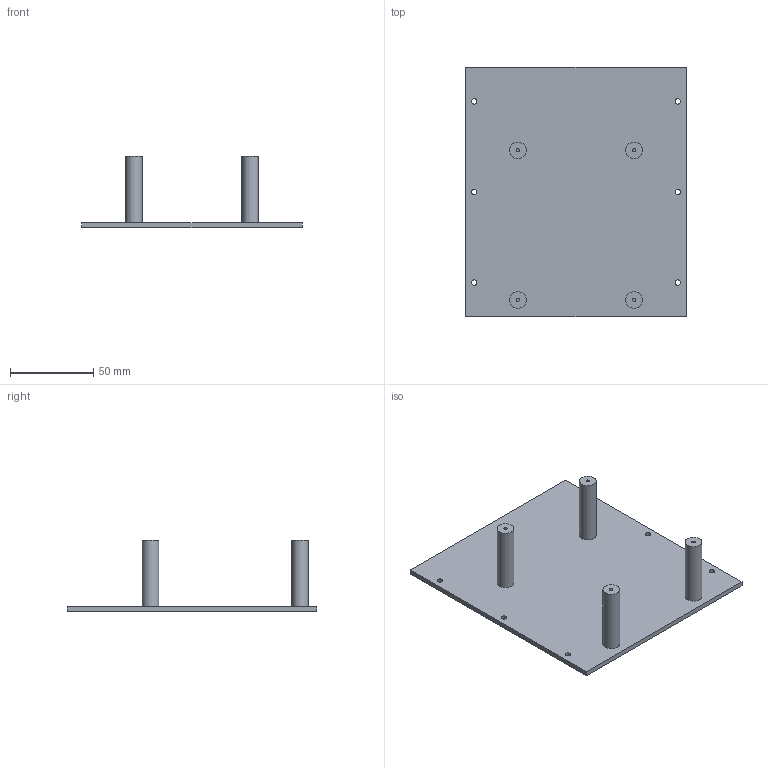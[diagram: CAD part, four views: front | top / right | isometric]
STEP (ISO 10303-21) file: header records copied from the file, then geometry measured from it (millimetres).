
FILE_DESCRIPTION(('FreeCAD Model'),'2;1');
FILE_NAME('Open CASCADE Shape Model','2024-03-29T15:51:44',('Author'),( ''),'Open CASCADE STEP processor 7.6','FreeCAD','Unknown');
FILE_SCHEMA(('AUTOMOTIVE_DESIGN { 1 0 10303 214 1 1 1 1 }'));
Length unit declared in the file: millimetre
Products named in the file (1): Pocket
Bounding box: 132.5 x 150 x 43 mm (x, y, z)
Volume: 71920.9 mm3; surface area: 46807.3 mm2
Topology: 1 solids, 1 shells, 28 faces, 54 edges, 36 vertices
Faces by surface type: plane 14, cylinder 14
Full cylindrical faces by diameter (mm): 2 x4, 3.2 x6, 10 x4
Entity records: 772 total; most frequent: DIRECTION 140, CARTESIAN_POINT 119, ORIENTED_EDGE 108, AXIS2_PLACEMENT_3D 57, EDGE_CURVE 54, FACE_BOUND 48, EDGE_LOOP 48, VERTEX_POINT 36
